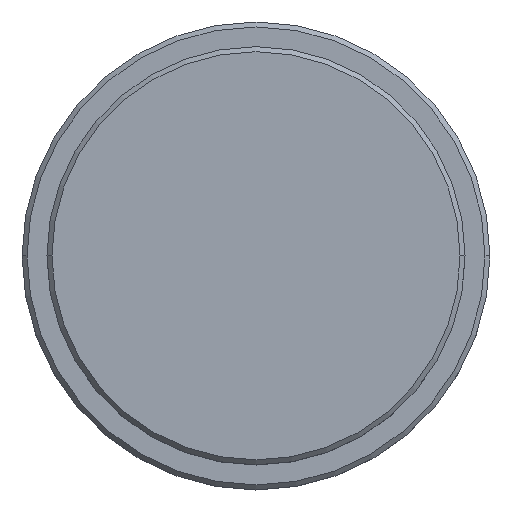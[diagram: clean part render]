
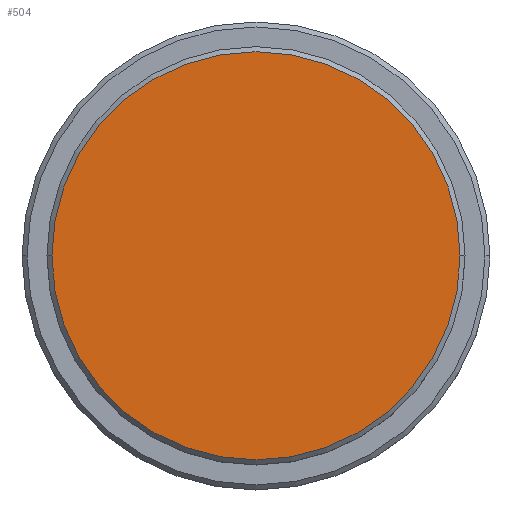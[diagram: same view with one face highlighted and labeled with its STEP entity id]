
A CAD part, top view. The second image highlights one B-rep face of the part: STEP entity #504.
In plain terms, the highlighted planar face has unit normal (0, 0, 1).
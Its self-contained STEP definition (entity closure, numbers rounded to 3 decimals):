
#35 = ORIENTED_EDGE ( 'NONE', *, *, #240, .T. ) ;
#72 = CARTESIAN_POINT ( 'NONE',  ( 0., 0., 0. ) ) ;
#167 = DIRECTION ( 'NONE',  ( 0., 0., 1. ) ) ;
#177 = DIRECTION ( 'NONE',  ( 1., 0., 0. ) ) ;
#215 = CIRCLE ( 'NONE', #711, 20.5 ) ;
#240 = EDGE_CURVE ( 'NONE', #522, #659, #215, .T. ) ;
#290 = ORIENTED_EDGE ( 'NONE', *, *, #991, .T. ) ;
#355 = CARTESIAN_POINT ( 'NONE',  ( 20.5, 0., 0. ) ) ;
#485 = EDGE_LOOP ( 'NONE', ( #35, #290 ) ) ;
#504 = ADVANCED_FACE ( 'NONE', ( #517 ), #726, .T. ) ;
#508 = DIRECTION ( 'NONE',  ( 0., 0., 1. ) ) ;
#517 = FACE_OUTER_BOUND ( 'NONE', #485, .T. ) ;
#522 = VERTEX_POINT ( 'NONE', #774 ) ;
#555 = CIRCLE ( 'NONE', #920, 20.5 ) ;
#659 = VERTEX_POINT ( 'NONE', #355 ) ;
#711 = AXIS2_PLACEMENT_3D ( 'NONE', #721, #167, #177 ) ;
#721 = CARTESIAN_POINT ( 'NONE',  ( 0., 0., 0. ) ) ;
#726 = PLANE ( 'NONE',  #786 ) ;
#737 = DIRECTION ( 'NONE',  ( 1., 0., 0. ) ) ;
#774 = CARTESIAN_POINT ( 'NONE',  ( -20.5, 0., 0. ) ) ;
#786 = AXIS2_PLACEMENT_3D ( 'NONE', #72, #508, #939 ) ;
#857 = CARTESIAN_POINT ( 'NONE',  ( 0., 0., 0. ) ) ;
#920 = AXIS2_PLACEMENT_3D ( 'NONE', #857, #1302, #737 ) ;
#939 = DIRECTION ( 'NONE',  ( 1., 0., 0. ) ) ;
#991 = EDGE_CURVE ( 'NONE', #659, #522, #555, .T. ) ;
#1302 = DIRECTION ( 'NONE',  ( 0., 0., 1. ) ) ;
